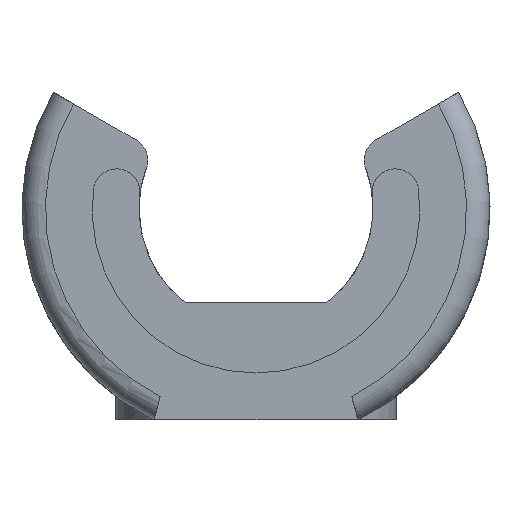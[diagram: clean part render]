
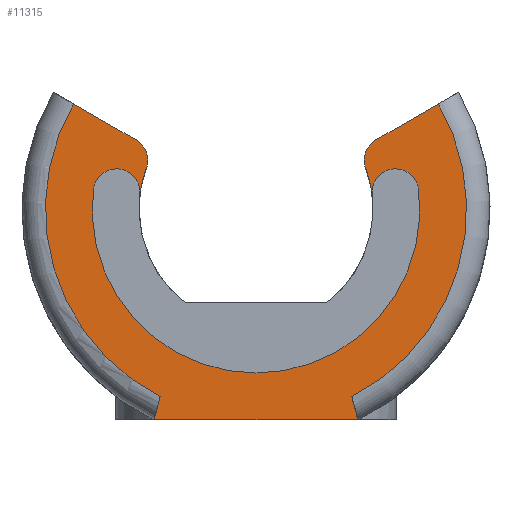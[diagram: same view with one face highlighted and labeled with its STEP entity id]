
A CAD part, front view. The second image highlights one B-rep face of the part: STEP entity #11315.
In plain terms, the highlighted planar face has unit normal (0, -1, 0).
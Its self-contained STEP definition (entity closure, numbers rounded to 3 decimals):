
#532=PLANE('',#12750);
#1139=FACE_OUTER_BOUND('',#1757,.T.);
#1757=EDGE_LOOP('',(#10363,#10364,#10365,#10366,#10367,#10368,#10369,#10370,
#10371,#10372,#10373,#10374,#10375,#10376));
#1786=CIRCLE('',#11360,5.);
#1905=CIRCLE('',#11481,5.);
#2565=CIRCLE('',#12730,9.);
#2569=CIRCLE('',#12735,9.);
#2578=CIRCLE('',#12749,7.);
#2579=CIRCLE('',#12751,1.);
#2580=CIRCLE('',#12752,1.);
#2581=CIRCLE('',#12753,1.);
#2582=CIRCLE('',#12754,1.);
#3363=LINE('',#21020,#4152);
#3364=LINE('',#21022,#4153);
#3365=LINE('',#21024,#4154);
#3366=LINE('',#21025,#4155);
#3367=LINE('',#21027,#4156);
#4152=VECTOR('',#16361,1000.);
#4153=VECTOR('',#16362,1000.);
#4154=VECTOR('',#16363,1000.);
#4155=VECTOR('',#16364,1000.);
#4156=VECTOR('',#16365,1000.);
#4186=VERTEX_POINT('',#16458);
#4187=VERTEX_POINT('',#16460);
#4426=VERTEX_POINT('',#16939);
#4427=VERTEX_POINT('',#16941);
#5275=VERTEX_POINT('',#20935);
#5276=VERTEX_POINT('',#20936);
#5281=VERTEX_POINT('',#20956);
#5282=VERTEX_POINT('',#20967);
#5289=VERTEX_POINT('',#21010);
#5290=VERTEX_POINT('',#21011);
#5291=VERTEX_POINT('',#21018);
#5292=VERTEX_POINT('',#21021);
#5293=VERTEX_POINT('',#21023);
#5294=VERTEX_POINT('',#21026);
#5306=EDGE_CURVE('',#4186,#4187,#1786,.F.);
#5546=EDGE_CURVE('',#4426,#4427,#1905,.F.);
#6984=EDGE_CURVE('',#5275,#5276,#2565,.F.);
#6990=EDGE_CURVE('',#5282,#5281,#2569,.F.);
#7003=EDGE_CURVE('',#5289,#5290,#2578,.T.);
#7006=EDGE_CURVE('',#4186,#5290,#2579,.T.);
#7007=EDGE_CURVE('',#5289,#4427,#2580,.T.);
#7008=EDGE_CURVE('',#4426,#5291,#2581,.F.);
#7009=EDGE_CURVE('',#5282,#5291,#3363,.T.);
#7010=EDGE_CURVE('',#5292,#5281,#3364,.T.);
#7011=EDGE_CURVE('',#5293,#5292,#3365,.T.);
#7012=EDGE_CURVE('',#5275,#5293,#3366,.T.);
#7013=EDGE_CURVE('',#5276,#5294,#3367,.T.);
#7014=EDGE_CURVE('',#5294,#4187,#2582,.F.);
#10363=ORIENTED_EDGE('',*,*,#7006,.T.);
#10364=ORIENTED_EDGE('',*,*,#7003,.F.);
#10365=ORIENTED_EDGE('',*,*,#7007,.T.);
#10366=ORIENTED_EDGE('',*,*,#5546,.F.);
#10367=ORIENTED_EDGE('',*,*,#7008,.T.);
#10368=ORIENTED_EDGE('',*,*,#7009,.F.);
#10369=ORIENTED_EDGE('',*,*,#6990,.T.);
#10370=ORIENTED_EDGE('',*,*,#7010,.F.);
#10371=ORIENTED_EDGE('',*,*,#7011,.F.);
#10372=ORIENTED_EDGE('',*,*,#7012,.F.);
#10373=ORIENTED_EDGE('',*,*,#6984,.T.);
#10374=ORIENTED_EDGE('',*,*,#7013,.T.);
#10375=ORIENTED_EDGE('',*,*,#7014,.T.);
#10376=ORIENTED_EDGE('',*,*,#5306,.F.);
#11315=ADVANCED_FACE('',(#1139),#532,.F.);
#11360=AXIS2_PLACEMENT_3D('',#16461,#12803,#12804);
#11481=AXIS2_PLACEMENT_3D('',#16942,#13165,#13166);
#12730=AXIS2_PLACEMENT_3D('',#20937,#16309,#16310);
#12735=AXIS2_PLACEMENT_3D('',#20968,#16319,#16320);
#12749=AXIS2_PLACEMENT_3D('',#21012,#16349,#16350);
#12750=AXIS2_PLACEMENT_3D('',#21015,#16353,#16354);
#12751=AXIS2_PLACEMENT_3D('',#21016,#16355,#16356);
#12752=AXIS2_PLACEMENT_3D('',#21017,#16357,#16358);
#12753=AXIS2_PLACEMENT_3D('',#21019,#16359,#16360);
#12754=AXIS2_PLACEMENT_3D('',#21028,#16366,#16367);
#12803=DIRECTION('center_axis',(0.,1.,0.));
#12804=DIRECTION('ref_axis',(-1.,0.,0.));
#13165=DIRECTION('center_axis',(0.,1.,0.));
#13166=DIRECTION('ref_axis',(-1.,0.,0.));
#16309=DIRECTION('center_axis',(0.,1.,0.));
#16310=DIRECTION('ref_axis',(-1.,0.,0.));
#16319=DIRECTION('center_axis',(0.,1.,0.));
#16320=DIRECTION('ref_axis',(-1.,0.,0.));
#16349=DIRECTION('center_axis',(0.,-1.,0.));
#16350=DIRECTION('ref_axis',(1.,0.,0.));
#16353=DIRECTION('center_axis',(0.,1.,0.));
#16354=DIRECTION('ref_axis',(-1.,0.,0.));
#16355=DIRECTION('center_axis',(0.,1.,0.));
#16356=DIRECTION('ref_axis',(-1.,0.,0.));
#16357=DIRECTION('center_axis',(0.,1.,0.));
#16358=DIRECTION('ref_axis',(-1.,0.,0.));
#16359=DIRECTION('center_axis',(0.,1.,0.));
#16360=DIRECTION('ref_axis',(-1.,0.,0.));
#16361=DIRECTION('',(0.866,0.,-0.5));
#16362=DIRECTION('',(0.262,0.,0.965));
#16363=DIRECTION('',(-1.,0.,0.));
#16364=DIRECTION('',(0.262,0.,-0.965));
#16365=DIRECTION('',(-0.866,0.,-0.5));
#16366=DIRECTION('center_axis',(0.,1.,0.));
#16367=DIRECTION('ref_axis',(-1.,0.,0.));
#16458=CARTESIAN_POINT('',(4.964,-113.75,9.603));
#16460=CARTESIAN_POINT('',(4.686,-113.75,10.743));
#16461=CARTESIAN_POINT('Origin',(0.,-113.75,9.));
#16939=CARTESIAN_POINT('',(-4.686,-113.75,10.743));
#16941=CARTESIAN_POINT('',(-4.964,-113.75,9.603));
#16942=CARTESIAN_POINT('Origin',(0.,-113.75,9.));
#20935=CARTESIAN_POINT('',(4.092,-113.75,0.984));
#20936=CARTESIAN_POINT('',(7.794,-113.75,13.5));
#20937=CARTESIAN_POINT('Origin',(0.,-113.75,9.));
#20956=CARTESIAN_POINT('',(-4.092,-113.75,0.984));
#20967=CARTESIAN_POINT('',(-7.794,-113.75,13.5));
#20968=CARTESIAN_POINT('Origin',(0.,-113.75,9.));
#21010=CARTESIAN_POINT('',(-6.949,-113.75,9.844));
#21011=CARTESIAN_POINT('',(6.949,-113.75,9.844));
#21012=CARTESIAN_POINT('Origin',(0.,-113.75,9.));
#21015=CARTESIAN_POINT('Origin',(-7.361,-113.75,13.25));
#21016=CARTESIAN_POINT('Origin',(5.956,-113.75,9.724));
#21017=CARTESIAN_POINT('Origin',(-5.956,-113.75,9.724));
#21018=CARTESIAN_POINT('',(-5.123,-113.75,11.958));
#21019=CARTESIAN_POINT('Origin',(-5.623,-113.75,11.092));
#21020=CARTESIAN_POINT('',(-7.361,-113.75,13.25));
#21021=CARTESIAN_POINT('',(-4.359,-113.75,0.));
#21022=CARTESIAN_POINT('',(-3.679,-113.75,2.5));
#21023=CARTESIAN_POINT('',(4.359,-113.75,0.));
#21024=CARTESIAN_POINT('',(0.,-113.75,0.));
#21025=CARTESIAN_POINT('',(3.679,-113.75,2.5));
#21026=CARTESIAN_POINT('',(5.123,-113.75,11.958));
#21027=CARTESIAN_POINT('',(7.361,-113.75,13.25));
#21028=CARTESIAN_POINT('Origin',(5.623,-113.75,11.092));
